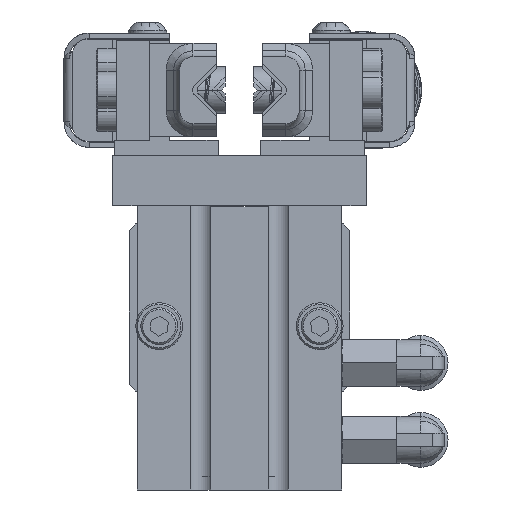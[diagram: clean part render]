
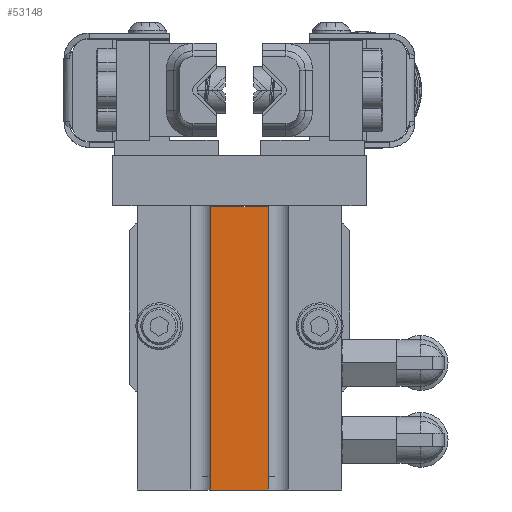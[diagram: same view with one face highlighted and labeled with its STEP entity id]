
A CAD part, front view. The second image highlights one B-rep face of the part: STEP entity #53148.
In plain terms, the highlighted planar face has unit normal (0, -1, 0).
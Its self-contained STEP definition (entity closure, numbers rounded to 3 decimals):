
#6711 = LINE ( 'NONE', #49259, #31954 ) ;
#12600 = VERTEX_POINT ( 'NONE', #14949 ) ;
#14255 = DIRECTION ( 'NONE',  ( -1., 0., 0. ) ) ;
#14949 = CARTESIAN_POINT ( 'NONE',  ( -4.3, -11.6, 0. ) ) ;
#19857 = EDGE_LOOP ( 'NONE', ( #21209, #20623, #71230, #76919 ) ) ;
#20623 = ORIENTED_EDGE ( 'NONE', *, *, #25747, .T. ) ;
#21209 = ORIENTED_EDGE ( 'NONE', *, *, #64162, .F. ) ;
#22671 = CARTESIAN_POINT ( 'NONE',  ( 5.8, -11.6, 42.5 ) ) ;
#24835 = CARTESIAN_POINT ( 'NONE',  ( 4.3, -11.6, 42.5 ) ) ;
#25747 = EDGE_CURVE ( 'NONE', #76685, #60539, #70818, .T. ) ;
#26483 = DIRECTION ( 'NONE',  ( 0., -1., 0. ) ) ;
#30957 = DIRECTION ( 'NONE',  ( 0., 0., -1. ) ) ;
#31045 = DIRECTION ( 'NONE',  ( 0., 0., -1. ) ) ;
#31954 = VECTOR ( 'NONE', #55491, 1000. ) ;
#33405 = CARTESIAN_POINT ( 'NONE',  ( 4.3, -11.6, 42.4 ) ) ;
#34199 = VECTOR ( 'NONE', #14255, 1000. ) ;
#34877 = LINE ( 'NONE', #50468, #34199 ) ;
#49259 = CARTESIAN_POINT ( 'NONE',  ( -4.3, -11.6, 42.5 ) ) ;
#50468 = CARTESIAN_POINT ( 'NONE',  ( 5.8, -11.6, 0. ) ) ;
#53148 = ADVANCED_FACE ( 'NONE', ( #58089 ), #73642, .T. ) ;
#53538 = EDGE_CURVE ( 'NONE', #12600, #60539, #6711, .T. ) ;
#55491 = DIRECTION ( 'NONE',  ( 0., 0., 1. ) ) ;
#56624 = AXIS2_PLACEMENT_3D ( 'NONE', #22671, #26483, #31045 ) ;
#58089 = FACE_OUTER_BOUND ( 'NONE', #19857, .T. ) ;
#59945 = VERTEX_POINT ( 'NONE', #65466 ) ;
#60124 = VECTOR ( 'NONE', #70196, 1000. ) ;
#60539 = VERTEX_POINT ( 'NONE', #73837 ) ;
#64162 = EDGE_CURVE ( 'NONE', #76685, #59945, #74012, .T. ) ;
#65466 = CARTESIAN_POINT ( 'NONE',  ( 4.3, -11.6, 0. ) ) ;
#69052 = EDGE_CURVE ( 'NONE', #59945, #12600, #34877, .T. ) ;
#70196 = DIRECTION ( 'NONE',  ( -1., 0., 0. ) ) ;
#70464 = CARTESIAN_POINT ( 'NONE',  ( 5.8, -11.6, 42.4 ) ) ;
#70818 = LINE ( 'NONE', #70464, #60124 ) ;
#71230 = ORIENTED_EDGE ( 'NONE', *, *, #53538, .F. ) ;
#73642 = PLANE ( 'NONE',  #56624 ) ;
#73795 = VECTOR ( 'NONE', #30957, 1000. ) ;
#73837 = CARTESIAN_POINT ( 'NONE',  ( -4.3, -11.6, 42.4 ) ) ;
#74012 = LINE ( 'NONE', #24835, #73795 ) ;
#76685 = VERTEX_POINT ( 'NONE', #33405 ) ;
#76919 = ORIENTED_EDGE ( 'NONE', *, *, #69052, .F. ) ;
